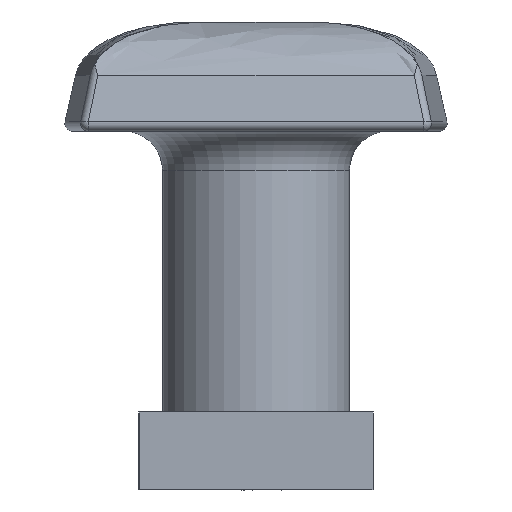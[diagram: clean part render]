
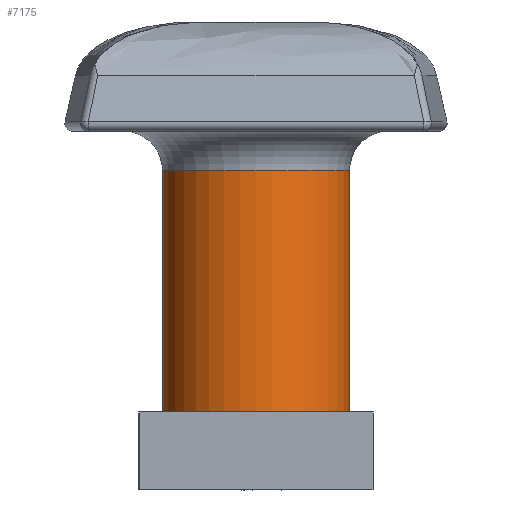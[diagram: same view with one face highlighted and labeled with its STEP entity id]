
A CAD part, front view. The second image highlights one B-rep face of the part: STEP entity #7175.
In plain terms, the highlighted cylindrical face has radius 12 mm (diameter 24 mm), a full revolution.
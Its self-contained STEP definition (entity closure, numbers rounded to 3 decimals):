
#124 = EDGE_CURVE ( 'NONE', #1144, #1144, #2882, .T. ) ;
#403 = DIRECTION ( 'NONE',  ( 0., 0., -1. ) ) ;
#794 = DIRECTION ( 'NONE',  ( 1., 0., 0. ) ) ;
#910 = CARTESIAN_POINT ( 'NONE',  ( -12., 0., -5. ) ) ;
#1144 = VERTEX_POINT ( 'NONE', #9720 ) ;
#1693 = AXIS2_PLACEMENT_3D ( 'NONE', #10873, #403, #6506 ) ;
#2048 = ORIENTED_EDGE ( 'NONE', *, *, #6507, .T. ) ;
#2558 = DIRECTION ( 'NONE',  ( 0., 0., -1. ) ) ;
#2882 = CIRCLE ( 'NONE', #1693, 12. ) ;
#3014 = FACE_OUTER_BOUND ( 'NONE', #3360, .T. ) ;
#3360 = EDGE_LOOP ( 'NONE', ( #2048 ) ) ;
#4172 = EDGE_LOOP ( 'NONE', ( #4940 ) ) ;
#4340 = CARTESIAN_POINT ( 'NONE',  ( 0., 0., -5. ) ) ;
#4940 = ORIENTED_EDGE ( 'NONE', *, *, #124, .F. ) ;
#5097 = VERTEX_POINT ( 'NONE', #910 ) ;
#5120 = CARTESIAN_POINT ( 'NONE',  ( 0., 0., -119.941 ) ) ;
#5140 = AXIS2_PLACEMENT_3D ( 'NONE', #5120, #6017, #794 ) ;
#5815 = CIRCLE ( 'NONE', #6743, 12. ) ;
#5859 = CYLINDRICAL_SURFACE ( 'NONE', #5140, 12. ) ;
#6017 = DIRECTION ( 'NONE',  ( 0., 0., 1. ) ) ;
#6506 = DIRECTION ( 'NONE',  ( -1., 0., 0. ) ) ;
#6507 = EDGE_CURVE ( 'NONE', #5097, #5097, #5815, .T. ) ;
#6743 = AXIS2_PLACEMENT_3D ( 'NONE', #4340, #2558, #9620 ) ;
#7175 = ADVANCED_FACE ( 'NONE', ( #3014, #10360 ), #5859, .T. ) ;
#9620 = DIRECTION ( 'NONE',  ( -1., 0., 0. ) ) ;
#9720 = CARTESIAN_POINT ( 'NONE',  ( -12., 0., -36. ) ) ;
#10360 = FACE_OUTER_BOUND ( 'NONE', #4172, .T. ) ;
#10873 = CARTESIAN_POINT ( 'NONE',  ( 0., 0., -36. ) ) ;
